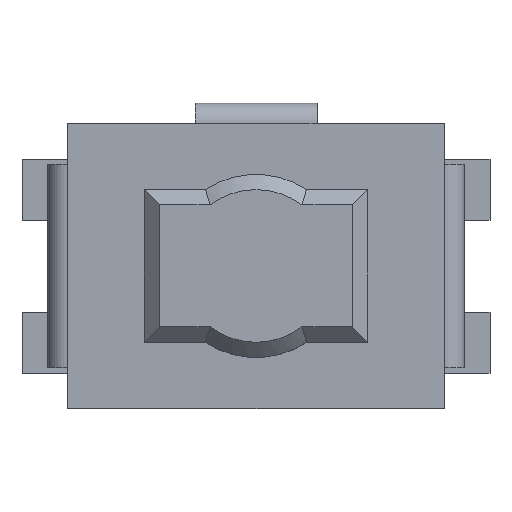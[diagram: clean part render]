
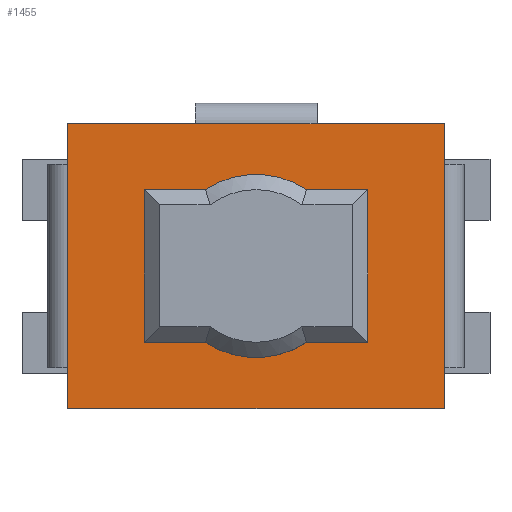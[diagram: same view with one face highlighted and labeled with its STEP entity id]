
A CAD part, top view. The second image highlights one B-rep face of the part: STEP entity #1455.
In plain terms, the highlighted planar face has unit normal (0, 0, 1).
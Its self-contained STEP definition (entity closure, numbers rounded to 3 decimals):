
#14=FACE_BOUND('',#209,.T.);
#36=CIRCLE('',#1568,0.9);
#37=CIRCLE('',#1573,0.9);
#120=FACE_OUTER_BOUND('',#208,.T.);
#208=EDGE_LOOP('',(#1201,#1202,#1203,#1204,#1205,#1206,#1207,#1208,#1209,
#1210));
#209=EDGE_LOOP('',(#1211,#1212,#1213,#1214,#1215,#1216,#1217,#1218));
#289=LINE('',#2143,#468);
#317=LINE('',#2203,#496);
#318=LINE('',#2206,#497);
#320=LINE('',#2210,#499);
#326=LINE('',#2223,#505);
#333=LINE('',#2241,#512);
#335=LINE('',#2246,#514);
#340=LINE('',#2257,#519);
#348=LINE('',#2272,#527);
#352=LINE('',#2284,#531);
#354=LINE('',#2288,#533);
#356=LINE('',#2292,#535);
#359=LINE('',#2300,#538);
#361=LINE('',#2304,#540);
#363=LINE('',#2307,#542);
#364=LINE('',#2309,#543);
#468=VECTOR('',#1734,10.);
#496=VECTOR('',#1780,10.);
#497=VECTOR('',#1783,10.);
#499=VECTOR('',#1787,10.);
#505=VECTOR('',#1799,10.);
#512=VECTOR('',#1816,10.);
#514=VECTOR('',#1820,10.);
#519=VECTOR('',#1831,10.);
#527=VECTOR('',#1849,10.);
#531=VECTOR('',#1863,10.);
#533=VECTOR('',#1867,10.);
#535=VECTOR('',#1871,10.);
#538=VECTOR('',#1880,10.);
#540=VECTOR('',#1884,10.);
#542=VECTOR('',#1888,10.);
#543=VECTOR('',#1891,10.);
#632=VERTEX_POINT('',#2136);
#635=VERTEX_POINT('',#2141);
#658=VERTEX_POINT('',#2201);
#659=VERTEX_POINT('',#2205);
#660=VERTEX_POINT('',#2209);
#664=VERTEX_POINT('',#2221);
#670=VERTEX_POINT('',#2239);
#671=VERTEX_POINT('',#2243);
#672=VERTEX_POINT('',#2245);
#675=VERTEX_POINT('',#2255);
#678=VERTEX_POINT('',#2277);
#679=VERTEX_POINT('',#2279);
#680=VERTEX_POINT('',#2283);
#681=VERTEX_POINT('',#2287);
#682=VERTEX_POINT('',#2291);
#683=VERTEX_POINT('',#2295);
#684=VERTEX_POINT('',#2299);
#685=VERTEX_POINT('',#2303);
#785=EDGE_CURVE('',#635,#632,#289,.T.);
#815=EDGE_CURVE('',#658,#635,#317,.T.);
#816=EDGE_CURVE('',#632,#659,#318,.T.);
#818=EDGE_CURVE('',#659,#660,#320,.T.);
#825=EDGE_CURVE('',#664,#658,#326,.T.);
#834=EDGE_CURVE('',#670,#664,#333,.T.);
#836=EDGE_CURVE('',#671,#672,#335,.T.);
#842=EDGE_CURVE('',#675,#670,#340,.T.);
#850=EDGE_CURVE('',#660,#671,#348,.T.);
#853=EDGE_CURVE('',#679,#678,#36,.T.);
#855=EDGE_CURVE('',#680,#679,#352,.T.);
#857=EDGE_CURVE('',#681,#680,#354,.T.);
#859=EDGE_CURVE('',#682,#681,#356,.T.);
#861=EDGE_CURVE('',#683,#682,#37,.T.);
#863=EDGE_CURVE('',#684,#683,#359,.T.);
#865=EDGE_CURVE('',#685,#684,#361,.T.);
#867=EDGE_CURVE('',#678,#685,#363,.T.);
#868=EDGE_CURVE('',#672,#675,#364,.T.);
#1201=ORIENTED_EDGE('',*,*,#785,.F.);
#1202=ORIENTED_EDGE('',*,*,#815,.F.);
#1203=ORIENTED_EDGE('',*,*,#825,.F.);
#1204=ORIENTED_EDGE('',*,*,#834,.F.);
#1205=ORIENTED_EDGE('',*,*,#842,.F.);
#1206=ORIENTED_EDGE('',*,*,#868,.F.);
#1207=ORIENTED_EDGE('',*,*,#836,.F.);
#1208=ORIENTED_EDGE('',*,*,#850,.F.);
#1209=ORIENTED_EDGE('',*,*,#818,.F.);
#1210=ORIENTED_EDGE('',*,*,#816,.F.);
#1211=ORIENTED_EDGE('',*,*,#867,.T.);
#1212=ORIENTED_EDGE('',*,*,#865,.T.);
#1213=ORIENTED_EDGE('',*,*,#863,.T.);
#1214=ORIENTED_EDGE('',*,*,#861,.T.);
#1215=ORIENTED_EDGE('',*,*,#859,.T.);
#1216=ORIENTED_EDGE('',*,*,#857,.T.);
#1217=ORIENTED_EDGE('',*,*,#855,.T.);
#1218=ORIENTED_EDGE('',*,*,#853,.T.);
#1368=PLANE('',#1578);
#1455=ADVANCED_FACE('',(#120,#14),#1368,.T.);
#1568=AXIS2_PLACEMENT_3D('',#2280,#1858,#1859);
#1573=AXIS2_PLACEMENT_3D('',#2296,#1875,#1876);
#1578=AXIS2_PLACEMENT_3D('',#2310,#1892,#1893);
#1734=DIRECTION('',(1.,0.,0.));
#1780=DIRECTION('',(1.,0.,0.));
#1783=DIRECTION('',(1.,0.,0.));
#1787=DIRECTION('',(0.,-1.,0.));
#1799=DIRECTION('',(0.,1.,0.));
#1816=DIRECTION('',(0.,1.,0.));
#1820=DIRECTION('',(0.,-1.,0.));
#1831=DIRECTION('',(0.,1.,0.));
#1849=DIRECTION('',(0.,-1.,0.));
#1858=DIRECTION('center_axis',(0.,0.,-1.));
#1859=DIRECTION('ref_axis',(0.553,0.833,0.));
#1863=DIRECTION('',(1.,0.,0.));
#1867=DIRECTION('',(0.,1.,0.));
#1871=DIRECTION('',(-1.,0.,0.));
#1875=DIRECTION('center_axis',(0.,0.,-1.));
#1876=DIRECTION('ref_axis',(-0.553,-0.833,0.));
#1880=DIRECTION('',(-1.,0.,0.));
#1884=DIRECTION('',(0.,-1.,0.));
#1888=DIRECTION('',(1.,0.,0.));
#1891=DIRECTION('',(-1.,0.,0.));
#1892=DIRECTION('center_axis',(0.,0.,1.));
#1893=DIRECTION('ref_axis',(-1.,0.,0.));
#2136=CARTESIAN_POINT('',(0.6,1.4,1.4));
#2141=CARTESIAN_POINT('',(-0.597,1.4,1.4));
#2143=CARTESIAN_POINT('',(0.001,1.4,1.4));
#2201=CARTESIAN_POINT('',(-1.85,1.4,1.4));
#2203=CARTESIAN_POINT('',(1.85,1.4,1.4));
#2205=CARTESIAN_POINT('',(1.85,1.4,1.4));
#2206=CARTESIAN_POINT('',(1.85,1.4,1.4));
#2209=CARTESIAN_POINT('',(1.85,1.,1.4));
#2210=CARTESIAN_POINT('',(1.85,-0.7,1.4));
#2221=CARTESIAN_POINT('',(-1.85,1.,1.4));
#2223=CARTESIAN_POINT('',(-1.85,0.7,1.4));
#2239=CARTESIAN_POINT('',(-1.85,-1.,1.4));
#2241=CARTESIAN_POINT('',(-1.85,0.7,1.4));
#2243=CARTESIAN_POINT('',(1.85,-1.,1.4));
#2245=CARTESIAN_POINT('',(1.85,-1.4,1.4));
#2246=CARTESIAN_POINT('',(1.85,-0.7,1.4));
#2255=CARTESIAN_POINT('',(-1.85,-1.4,1.4));
#2257=CARTESIAN_POINT('',(-1.85,0.7,1.4));
#2272=CARTESIAN_POINT('',(1.85,-0.7,1.4));
#2277=CARTESIAN_POINT('',(0.497,0.75,1.4));
#2279=CARTESIAN_POINT('',(-0.497,0.75,1.4));
#2280=CARTESIAN_POINT('Origin',(0.,0.,1.4));
#2283=CARTESIAN_POINT('',(-1.1,0.75,1.4));
#2284=CARTESIAN_POINT('',(-1.1,0.75,1.4));
#2287=CARTESIAN_POINT('',(-1.1,-0.75,1.4));
#2288=CARTESIAN_POINT('',(-1.1,-0.75,1.4));
#2291=CARTESIAN_POINT('',(-0.497,-0.75,1.4));
#2292=CARTESIAN_POINT('',(-0.497,-0.75,1.4));
#2295=CARTESIAN_POINT('',(0.497,-0.75,1.4));
#2296=CARTESIAN_POINT('Origin',(0.,0.,1.4));
#2299=CARTESIAN_POINT('',(1.1,-0.75,1.4));
#2300=CARTESIAN_POINT('',(1.1,-0.75,1.4));
#2303=CARTESIAN_POINT('',(1.1,0.75,1.4));
#2304=CARTESIAN_POINT('',(1.1,0.75,1.4));
#2307=CARTESIAN_POINT('',(0.497,0.75,1.4));
#2309=CARTESIAN_POINT('',(-1.85,-1.4,1.4));
#2310=CARTESIAN_POINT('Origin',(0.,0.,1.4));
